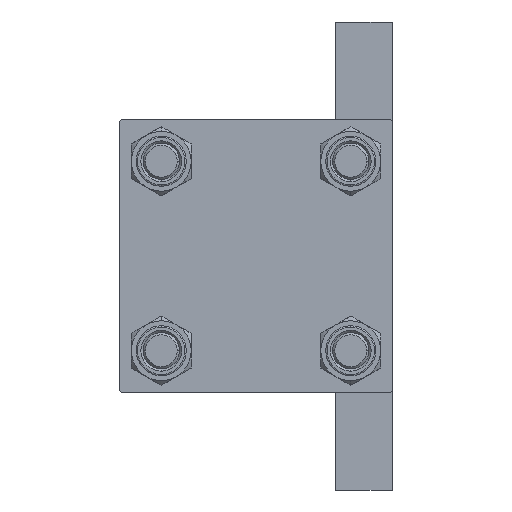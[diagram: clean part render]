
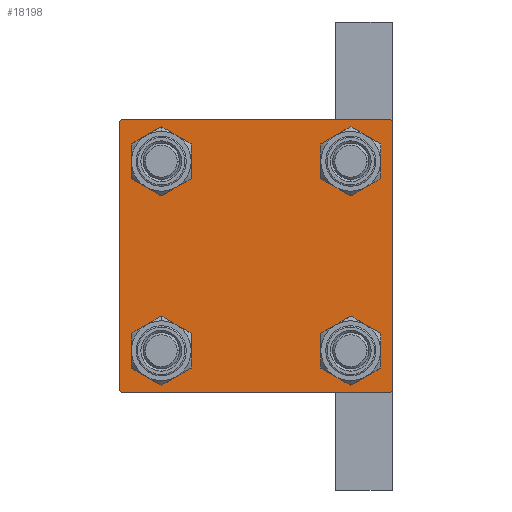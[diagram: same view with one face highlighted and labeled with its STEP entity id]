
A CAD part, left-side view. The second image highlights one B-rep face of the part: STEP entity #18198.
In plain terms, the highlighted planar face has unit normal (-1, 0, 0).
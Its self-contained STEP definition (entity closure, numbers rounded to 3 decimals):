
#528 = CARTESIAN_POINT ( 'NONE',  ( 0., 20.85, -25.35 ) ) ;
#849 = AXIS2_PLACEMENT_3D ( 'NONE', #10971, #26091, #41179 ) ;
#1070 = CARTESIAN_POINT ( 'NONE',  ( 0., 29.75, 29.75 ) ) ;
#1141 = ORIENTED_EDGE ( 'NONE', *, *, #47383, .T. ) ;
#1280 = VERTEX_POINT ( 'NONE', #27097 ) ;
#2829 = DIRECTION ( 'NONE',  ( 1., 0., 0. ) ) ;
#3079 = VERTEX_POINT ( 'NONE', #18904 ) ;
#3421 = ORIENTED_EDGE ( 'NONE', *, *, #24856, .T. ) ;
#3979 = LINE ( 'NONE', #23064, #43899 ) ;
#3983 = LINE ( 'NONE', #30254, #41861 ) ;
#4013 = CARTESIAN_POINT ( 'NONE',  ( 0., 20.85, -20.85 ) ) ;
#4278 = DIRECTION ( 'NONE',  ( 0., 0., 1. ) ) ;
#4469 = DIRECTION ( 'NONE',  ( 0., 0., 1. ) ) ;
#4787 = CIRCLE ( 'NONE', #32477, 4.5 ) ;
#4838 = LINE ( 'NONE', #37794, #16266 ) ;
#6319 = CARTESIAN_POINT ( 'NONE',  ( 0., -20.85, 20.85 ) ) ;
#6697 = VERTEX_POINT ( 'NONE', #17616 ) ;
#7002 = EDGE_CURVE ( 'NONE', #13764, #13641, #8679, .T. ) ;
#7661 = CARTESIAN_POINT ( 'NONE',  ( 0., -20.85, -20.85 ) ) ;
#7948 = AXIS2_PLACEMENT_3D ( 'NONE', #4013, #29794, #11952 ) ;
#8679 = LINE ( 'NONE', #23785, #47605 ) ;
#8772 = EDGE_LOOP ( 'NONE', ( #3421, #26326 ) ) ;
#8816 = VERTEX_POINT ( 'NONE', #43059 ) ;
#8905 = DIRECTION ( 'NONE',  ( 0., 0., -1. ) ) ;
#9421 = CIRCLE ( 'NONE', #21232, 4.5 ) ;
#9706 = EDGE_LOOP ( 'NONE', ( #25960, #19619 ) ) ;
#9708 = EDGE_CURVE ( 'NONE', #18750, #1280, #32171, .T. ) ;
#10032 = DIRECTION ( 'NONE',  ( 0., 0., 1. ) ) ;
#10685 = DIRECTION ( 'NONE',  ( 0., 0., 1. ) ) ;
#10708 = ORIENTED_EDGE ( 'NONE', *, *, #44643, .T. ) ;
#10971 = CARTESIAN_POINT ( 'NONE',  ( 0., 20.85, 20.85 ) ) ;
#11071 = VECTOR ( 'NONE', #38710, 1000. ) ;
#11145 = CARTESIAN_POINT ( 'NONE',  ( 0., 20.85, -20.85 ) ) ;
#11225 = DIRECTION ( 'NONE',  ( -1., 0., 0. ) ) ;
#11952 = DIRECTION ( 'NONE',  ( 0., 0., 1. ) ) ;
#12277 = AXIS2_PLACEMENT_3D ( 'NONE', #7661, #26967, #46028 ) ;
#13641 = VERTEX_POINT ( 'NONE', #28089 ) ;
#13764 = VERTEX_POINT ( 'NONE', #43658 ) ;
#14828 = VERTEX_POINT ( 'NONE', #23106 ) ;
#15429 = CIRCLE ( 'NONE', #12277, 4.5 ) ;
#15432 = PLANE ( 'NONE',  #27109 ) ;
#15623 = DIRECTION ( 'NONE',  ( 1., 0., 0. ) ) ;
#15684 = EDGE_CURVE ( 'NONE', #1280, #8816, #40196, .T. ) ;
#16266 = VECTOR ( 'NONE', #41526, 1000. ) ;
#16885 = EDGE_LOOP ( 'NONE', ( #31179, #26484, #26215, #32172, #47937, #30168, #21479, #10708 ) ) ;
#17616 = CARTESIAN_POINT ( 'NONE',  ( 0., 29.5, 30. ) ) ;
#18198 = ADVANCED_FACE ( 'NONE', ( #18894, #41678, #45158, #48871, #26344 ), #15432, .T. ) ;
#18750 = VERTEX_POINT ( 'NONE', #42201 ) ;
#18894 = FACE_BOUND ( 'NONE', #8772, .T. ) ;
#18904 = CARTESIAN_POINT ( 'NONE',  ( 0., -29.5, -30. ) ) ;
#19619 = ORIENTED_EDGE ( 'NONE', *, *, #43459, .T. ) ;
#20640 = VECTOR ( 'NONE', #47654, 1000. ) ;
#21232 = AXIS2_PLACEMENT_3D ( 'NONE', #38395, #15623, #4469 ) ;
#21479 = ORIENTED_EDGE ( 'NONE', *, *, #29332, .F. ) ;
#21733 = CARTESIAN_POINT ( 'NONE',  ( 0., -20.85, 16.35 ) ) ;
#21977 = CARTESIAN_POINT ( 'NONE',  ( 0., -20.85, 25.35 ) ) ;
#22326 = DIRECTION ( 'NONE',  ( 0., -0.707, 0.707 ) ) ;
#22747 = AXIS2_PLACEMENT_3D ( 'NONE', #28478, #39614, #43569 ) ;
#23064 = CARTESIAN_POINT ( 'NONE',  ( 0., 30., -30. ) ) ;
#23106 = CARTESIAN_POINT ( 'NONE',  ( 0., -20.85, -16.35 ) ) ;
#23785 = CARTESIAN_POINT ( 'NONE',  ( 0., -30., 30. ) ) ;
#24467 = CIRCLE ( 'NONE', #28394, 4.5 ) ;
#24856 = EDGE_CURVE ( 'NONE', #47817, #47635, #43810, .T. ) ;
#25892 = CIRCLE ( 'NONE', #22747, 4.5 ) ;
#25960 = ORIENTED_EDGE ( 'NONE', *, *, #42224, .T. ) ;
#26091 = DIRECTION ( 'NONE',  ( 1., 0., 0. ) ) ;
#26215 = ORIENTED_EDGE ( 'NONE', *, *, #27733, .T. ) ;
#26326 = ORIENTED_EDGE ( 'NONE', *, *, #40957, .T. ) ;
#26344 = FACE_OUTER_BOUND ( 'NONE', #16885, .T. ) ;
#26484 = ORIENTED_EDGE ( 'NONE', *, *, #15684, .T. ) ;
#26816 = CARTESIAN_POINT ( 'NONE',  ( 0., -29.5, 30. ) ) ;
#26967 = DIRECTION ( 'NONE',  ( 1., 0., 0. ) ) ;
#27097 = CARTESIAN_POINT ( 'NONE',  ( 0., 30., -29.5 ) ) ;
#27109 = AXIS2_PLACEMENT_3D ( 'NONE', #43078, #11225, #4278 ) ;
#27316 = EDGE_CURVE ( 'NONE', #14828, #32644, #15429, .T. ) ;
#27718 = ORIENTED_EDGE ( 'NONE', *, *, #27316, .T. ) ;
#27733 = EDGE_CURVE ( 'NONE', #8816, #3079, #3979, .T. ) ;
#28089 = CARTESIAN_POINT ( 'NONE',  ( 0., -30., -29.5 ) ) ;
#28394 = AXIS2_PLACEMENT_3D ( 'NONE', #33713, #44623, #10685 ) ;
#28478 = CARTESIAN_POINT ( 'NONE',  ( 0., -20.85, -20.85 ) ) ;
#29062 = CARTESIAN_POINT ( 'NONE',  ( 0., 20.85, 16.35 ) ) ;
#29332 = EDGE_CURVE ( 'NONE', #6697, #33021, #4838, .T. ) ;
#29794 = DIRECTION ( 'NONE',  ( 1., 0., 0. ) ) ;
#29851 = CARTESIAN_POINT ( 'NONE',  ( 0., -20.85, -25.35 ) ) ;
#29968 = DIRECTION ( 'NONE',  ( 0., 0., 1. ) ) ;
#30168 = ORIENTED_EDGE ( 'NONE', *, *, #37384, .T. ) ;
#30254 = CARTESIAN_POINT ( 'NONE',  ( 0., -29.75, -29.75 ) ) ;
#30283 = EDGE_LOOP ( 'NONE', ( #1141, #48484 ) ) ;
#31179 = ORIENTED_EDGE ( 'NONE', *, *, #9708, .T. ) ;
#31462 = DIRECTION ( 'NONE',  ( 0., -1., 0. ) ) ;
#31676 = EDGE_LOOP ( 'NONE', ( #27718, #40056 ) ) ;
#32171 = LINE ( 'NONE', #35148, #46101 ) ;
#32172 = ORIENTED_EDGE ( 'NONE', *, *, #40880, .T. ) ;
#32439 = CIRCLE ( 'NONE', #7948, 4.5 ) ;
#32477 = AXIS2_PLACEMENT_3D ( 'NONE', #11145, #44835, #29968 ) ;
#32644 = VERTEX_POINT ( 'NONE', #29851 ) ;
#33021 = VERTEX_POINT ( 'NONE', #26816 ) ;
#33681 = EDGE_CURVE ( 'NONE', #32644, #14828, #25892, .T. ) ;
#33713 = CARTESIAN_POINT ( 'NONE',  ( 0., -20.85, 20.85 ) ) ;
#33960 = CARTESIAN_POINT ( 'NONE',  ( 0., -29.75, 29.75 ) ) ;
#34356 = VERTEX_POINT ( 'NONE', #528 ) ;
#35148 = CARTESIAN_POINT ( 'NONE',  ( 0., 30., 30. ) ) ;
#35945 = CARTESIAN_POINT ( 'NONE',  ( 0., 20.85, -16.35 ) ) ;
#36955 = CARTESIAN_POINT ( 'NONE',  ( 0., 20.85, 25.35 ) ) ;
#37384 = EDGE_CURVE ( 'NONE', #13764, #33021, #48835, .T. ) ;
#37794 = CARTESIAN_POINT ( 'NONE',  ( 0., 30., 30. ) ) ;
#38254 = AXIS2_PLACEMENT_3D ( 'NONE', #6319, #2829, #10032 ) ;
#38395 = CARTESIAN_POINT ( 'NONE',  ( 0., 20.85, 20.85 ) ) ;
#38710 = DIRECTION ( 'NONE',  ( 0., 0.707, -0.707 ) ) ;
#39609 = CIRCLE ( 'NONE', #849, 4.5 ) ;
#39614 = DIRECTION ( 'NONE',  ( 1., 0., 0. ) ) ;
#40056 = ORIENTED_EDGE ( 'NONE', *, *, #33681, .T. ) ;
#40196 = LINE ( 'NONE', #40939, #20640 ) ;
#40880 = EDGE_CURVE ( 'NONE', #3079, #13641, #3983, .T. ) ;
#40939 = CARTESIAN_POINT ( 'NONE',  ( 0., 29.75, -29.75 ) ) ;
#40957 = EDGE_CURVE ( 'NONE', #47635, #47817, #24467, .T. ) ;
#41179 = DIRECTION ( 'NONE',  ( 0., 0., 1. ) ) ;
#41526 = DIRECTION ( 'NONE',  ( 0., -1., 0. ) ) ;
#41678 = FACE_BOUND ( 'NONE', #31676, .T. ) ;
#41861 = VECTOR ( 'NONE', #22326, 1000. ) ;
#41886 = DIRECTION ( 'NONE',  ( 0., 0.707, 0.707 ) ) ;
#41955 = LINE ( 'NONE', #1070, #11071 ) ;
#42163 = VERTEX_POINT ( 'NONE', #29062 ) ;
#42201 = CARTESIAN_POINT ( 'NONE',  ( 0., 30., 29.5 ) ) ;
#42224 = EDGE_CURVE ( 'NONE', #46488, #42163, #39609, .T. ) ;
#43059 = CARTESIAN_POINT ( 'NONE',  ( 0., 29.5, -30. ) ) ;
#43078 = CARTESIAN_POINT ( 'NONE',  ( 0., 0., 0. ) ) ;
#43349 = VERTEX_POINT ( 'NONE', #35945 ) ;
#43459 = EDGE_CURVE ( 'NONE', #42163, #46488, #9421, .T. ) ;
#43569 = DIRECTION ( 'NONE',  ( 0., 0., 1. ) ) ;
#43658 = CARTESIAN_POINT ( 'NONE',  ( 0., -30., 29.5 ) ) ;
#43810 = CIRCLE ( 'NONE', #38254, 4.5 ) ;
#43899 = VECTOR ( 'NONE', #31462, 1000. ) ;
#44623 = DIRECTION ( 'NONE',  ( 1., 0., 0. ) ) ;
#44643 = EDGE_CURVE ( 'NONE', #6697, #18750, #41955, .T. ) ;
#44835 = DIRECTION ( 'NONE',  ( 1., 0., 0. ) ) ;
#45158 = FACE_BOUND ( 'NONE', #30283, .T. ) ;
#46028 = DIRECTION ( 'NONE',  ( 0., 0., 1. ) ) ;
#46101 = VECTOR ( 'NONE', #8905, 1000. ) ;
#46488 = VERTEX_POINT ( 'NONE', #36955 ) ;
#46572 = DIRECTION ( 'NONE',  ( 0., 0., -1. ) ) ;
#46585 = EDGE_CURVE ( 'NONE', #34356, #43349, #32439, .T. ) ;
#47383 = EDGE_CURVE ( 'NONE', #43349, #34356, #4787, .T. ) ;
#47605 = VECTOR ( 'NONE', #46572, 1000. ) ;
#47635 = VERTEX_POINT ( 'NONE', #21733 ) ;
#47654 = DIRECTION ( 'NONE',  ( 0., -0.707, -0.707 ) ) ;
#47817 = VERTEX_POINT ( 'NONE', #21977 ) ;
#47937 = ORIENTED_EDGE ( 'NONE', *, *, #7002, .F. ) ;
#48484 = ORIENTED_EDGE ( 'NONE', *, *, #46585, .T. ) ;
#48835 = LINE ( 'NONE', #33960, #48862 ) ;
#48862 = VECTOR ( 'NONE', #41886, 1000. ) ;
#48871 = FACE_BOUND ( 'NONE', #9706, .T. ) ;
